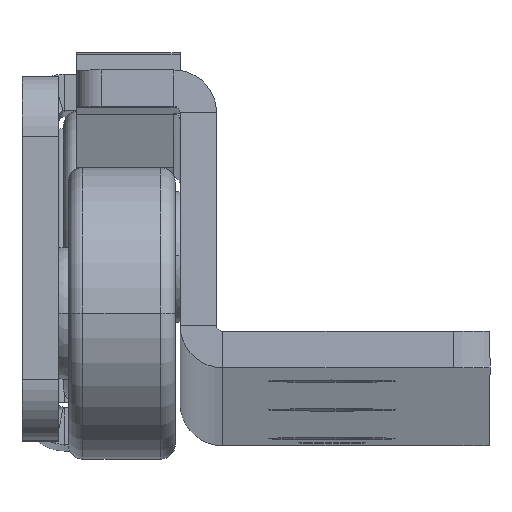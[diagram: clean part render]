
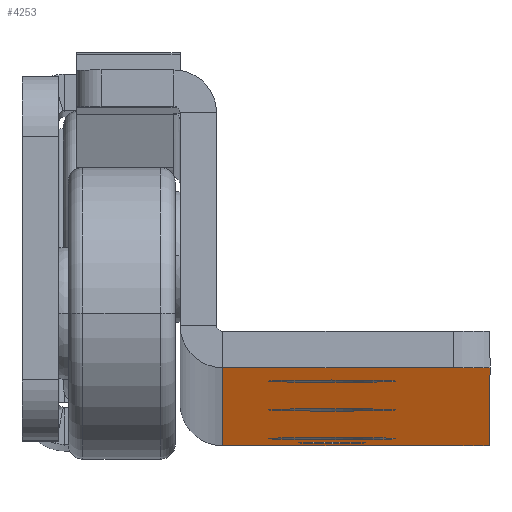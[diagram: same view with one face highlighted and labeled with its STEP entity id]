
A CAD part, top view. The second image highlights one B-rep face of the part: STEP entity #4253.
In plain terms, the highlighted face is planar.
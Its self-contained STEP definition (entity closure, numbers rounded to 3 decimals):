
#69 = FACE_BOUND ( 'NONE', #15804, .T. ) ;
#202 = CIRCLE ( 'NONE', #9617, 5.25 ) ;
#432 = VERTEX_POINT ( 'NONE', #3149 ) ;
#482 = VECTOR ( 'NONE', #7338, 1000. ) ;
#492 = CARTESIAN_POINT ( 'NONE',  ( 22.5, -4.75, 344. ) ) ;
#564 = EDGE_CURVE ( 'NONE', #9585, #8308, #5545, .T. ) ;
#570 = ORIENTED_EDGE ( 'NONE', *, *, #6794, .T. ) ;
#647 = ORIENTED_EDGE ( 'NONE', *, *, #16251, .T. ) ;
#649 = DIRECTION ( 'NONE',  ( 0., 1., 0. ) ) ;
#773 = CIRCLE ( 'NONE', #3516, 2.75 ) ;
#778 = DIRECTION ( 'NONE',  ( 0., -1., 0. ) ) ;
#1187 = CIRCLE ( 'NONE', #11778, 4. ) ;
#1245 = DIRECTION ( 'NONE',  ( 0., 0., 1. ) ) ;
#1634 = AXIS2_PLACEMENT_3D ( 'NONE', #7759, #17486, #1687 ) ;
#1687 = DIRECTION ( 'NONE',  ( 0., 0., -1. ) ) ;
#1892 = CIRCLE ( 'NONE', #7660, 2.75 ) ;
#2039 = CARTESIAN_POINT ( 'NONE',  ( 3.5, -4.75, 348. ) ) ;
#2120 = CARTESIAN_POINT ( 'NONE',  ( 12.5, -4.75, 13. ) ) ;
#2220 = ORIENTED_EDGE ( 'NONE', *, *, #9306, .F. ) ;
#2310 = DIRECTION ( 'NONE',  ( 0., 1., 0. ) ) ;
#2903 = AXIS2_PLACEMENT_3D ( 'NONE', #17508, #7232, #7327 ) ;
#3112 = DIRECTION ( 'NONE',  ( 0., 1., 0. ) ) ;
#3149 = CARTESIAN_POINT ( 'NONE',  ( 7.25, -4.75, 160. ) ) ;
#3241 = LINE ( 'NONE', #9028, #482 ) ;
#3316 = CARTESIAN_POINT ( 'NONE',  ( 17.75, -4.75, 288. ) ) ;
#3323 = ORIENTED_EDGE ( 'NONE', *, *, #15958, .T. ) ;
#3353 = ORIENTED_EDGE ( 'NONE', *, *, #17861, .T. ) ;
#3503 = ORIENTED_EDGE ( 'NONE', *, *, #15658, .T. ) ;
#3516 = AXIS2_PLACEMENT_3D ( 'NONE', #12394, #3764, #12591 ) ;
#3764 = DIRECTION ( 'NONE',  ( 0., 1., 0. ) ) ;
#3829 = CARTESIAN_POINT ( 'NONE',  ( 7.25, -4.75, 32. ) ) ;
#4151 = VERTEX_POINT ( 'NONE', #18728 ) ;
#4253 = ADVANCED_FACE ( 'NONE', ( #69, #4448, #5880, #4829, #14916 ), #4732, .F. ) ;
#4448 = FACE_BOUND ( 'NONE', #11039, .T. ) ;
#4451 = CARTESIAN_POINT ( 'NONE',  ( 22.5, -4.75, 4. ) ) ;
#4590 = CARTESIAN_POINT ( 'NONE',  ( 12.5, -4.75, 160. ) ) ;
#4732 = PLANE ( 'NONE',  #1634 ) ;
#4817 = CARTESIAN_POINT ( 'NONE',  ( 12.5, -4.75, 288. ) ) ;
#4829 = FACE_OUTER_BOUND ( 'NONE', #16677, .T. ) ;
#5341 = VERTEX_POINT ( 'NONE', #16130 ) ;
#5344 = DIRECTION ( 'NONE',  ( -1., 0., 0. ) ) ;
#5436 = CIRCLE ( 'NONE', #13316, 5.25 ) ;
#5545 = CIRCLE ( 'NONE', #12574, 5.25 ) ;
#5612 = VERTEX_POINT ( 'NONE', #3829 ) ;
#5880 = FACE_BOUND ( 'NONE', #13447, .T. ) ;
#6014 = EDGE_CURVE ( 'NONE', #9563, #8466, #7505, .T. ) ;
#6097 = EDGE_CURVE ( 'NONE', #12016, #432, #8673, .T. ) ;
#6275 = DIRECTION ( 'NONE',  ( 0., 0., -1. ) ) ;
#6311 = DIRECTION ( 'NONE',  ( 0., 0., -1. ) ) ;
#6324 = CARTESIAN_POINT ( 'NONE',  ( 7.25, -4.75, 288. ) ) ;
#6384 = ORIENTED_EDGE ( 'NONE', *, *, #564, .T. ) ;
#6462 = CIRCLE ( 'NONE', #8571, 4. ) ;
#6633 = CARTESIAN_POINT ( 'NONE',  ( 22.5, -4.75, 348. ) ) ;
#6794 = EDGE_CURVE ( 'NONE', #16385, #12387, #773, .T. ) ;
#6971 = DIRECTION ( 'NONE',  ( 0., 1., 0. ) ) ;
#7232 = DIRECTION ( 'NONE',  ( 0., 1., 0. ) ) ;
#7327 = DIRECTION ( 'NONE',  ( -1., 0., 0. ) ) ;
#7338 = DIRECTION ( 'NONE',  ( -1., 0., 0. ) ) ;
#7505 = LINE ( 'NONE', #12928, #10771 ) ;
#7660 = AXIS2_PLACEMENT_3D ( 'NONE', #2120, #2310, #6311 ) ;
#7759 = CARTESIAN_POINT ( 'NONE',  ( -26.5, -4.75, 0. ) ) ;
#7788 = AXIS2_PLACEMENT_3D ( 'NONE', #18668, #6971, #5344 ) ;
#7828 = EDGE_CURVE ( 'NONE', #4151, #13373, #17695, .T. ) ;
#7953 = CARTESIAN_POINT ( 'NONE',  ( 12.5, -4.75, 10.25 ) ) ;
#8014 = CARTESIAN_POINT ( 'NONE',  ( 12.5, -4.75, 15.75 ) ) ;
#8308 = VERTEX_POINT ( 'NONE', #3316 ) ;
#8466 = VERTEX_POINT ( 'NONE', #6633 ) ;
#8571 = AXIS2_PLACEMENT_3D ( 'NONE', #492, #778, #10846 ) ;
#8665 = ORIENTED_EDGE ( 'NONE', *, *, #9565, .T. ) ;
#8673 = CIRCLE ( 'NONE', #2903, 5.25 ) ;
#8708 = VECTOR ( 'NONE', #6275, 1000. ) ;
#8811 = DIRECTION ( 'NONE',  ( 0., -1., 0. ) ) ;
#8939 = DIRECTION ( 'NONE',  ( 0., 1., 0. ) ) ;
#8971 = ORIENTED_EDGE ( 'NONE', *, *, #15643, .T. ) ;
#9028 = CARTESIAN_POINT ( 'NONE',  ( 25.5, -4.75, 0. ) ) ;
#9174 = DIRECTION ( 'NONE',  ( -1., 0., 0. ) ) ;
#9189 = EDGE_CURVE ( 'NONE', #13088, #5612, #16017, .T. ) ;
#9306 = EDGE_CURVE ( 'NONE', #5341, #12184, #3241, .T. ) ;
#9563 = VERTEX_POINT ( 'NONE', #2039 ) ;
#9565 = EDGE_CURVE ( 'NONE', #8308, #9585, #202, .T. ) ;
#9585 = VERTEX_POINT ( 'NONE', #6324 ) ;
#9609 = ORIENTED_EDGE ( 'NONE', *, *, #7828, .F. ) ;
#9617 = AXIS2_PLACEMENT_3D ( 'NONE', #4817, #3112, #9174 ) ;
#9712 = AXIS2_PLACEMENT_3D ( 'NONE', #9898, #8939, #17703 ) ;
#9865 = DIRECTION ( 'NONE',  ( 0., 0., -1. ) ) ;
#9898 = CARTESIAN_POINT ( 'NONE',  ( 12.5, -4.75, 32. ) ) ;
#10216 = ORIENTED_EDGE ( 'NONE', *, *, #6014, .F. ) ;
#10351 = DIRECTION ( 'NONE',  ( 1., 0., 0. ) ) ;
#10771 = VECTOR ( 'NONE', #10351, 1000. ) ;
#10846 = DIRECTION ( 'NONE',  ( 0., 0., 1. ) ) ;
#11039 = EDGE_LOOP ( 'NONE', ( #11630, #3323 ) ) ;
#11056 = CARTESIAN_POINT ( 'NONE',  ( 3.5, -4.75, 0. ) ) ;
#11630 = ORIENTED_EDGE ( 'NONE', *, *, #6097, .T. ) ;
#11668 = CARTESIAN_POINT ( 'NONE',  ( 3.5, -4.75, 0. ) ) ;
#11778 = AXIS2_PLACEMENT_3D ( 'NONE', #4451, #8811, #9865 ) ;
#12016 = VERTEX_POINT ( 'NONE', #18233 ) ;
#12184 = VERTEX_POINT ( 'NONE', #11056 ) ;
#12186 = ORIENTED_EDGE ( 'NONE', *, *, #14846, .F. ) ;
#12387 = VERTEX_POINT ( 'NONE', #8014 ) ;
#12394 = CARTESIAN_POINT ( 'NONE',  ( 12.5, -4.75, 13. ) ) ;
#12574 = AXIS2_PLACEMENT_3D ( 'NONE', #15128, #649, #16744 ) ;
#12591 = DIRECTION ( 'NONE',  ( 0., 0., -1. ) ) ;
#12928 = CARTESIAN_POINT ( 'NONE',  ( 25.5, -4.75, 348. ) ) ;
#13088 = VERTEX_POINT ( 'NONE', #13886 ) ;
#13316 = AXIS2_PLACEMENT_3D ( 'NONE', #4590, #17802, #14677 ) ;
#13373 = VERTEX_POINT ( 'NONE', #16349 ) ;
#13447 = EDGE_LOOP ( 'NONE', ( #17896, #3353 ) ) ;
#13886 = CARTESIAN_POINT ( 'NONE',  ( 17.75, -4.75, 32. ) ) ;
#14677 = DIRECTION ( 'NONE',  ( -1., 0., 0. ) ) ;
#14846 = EDGE_CURVE ( 'NONE', #12184, #9563, #16085, .T. ) ;
#14916 = FACE_BOUND ( 'NONE', #17076, .T. ) ;
#14948 = CARTESIAN_POINT ( 'NONE',  ( 25.5, -4.75, 0. ) ) ;
#15128 = CARTESIAN_POINT ( 'NONE',  ( 12.5, -4.75, 288. ) ) ;
#15643 = EDGE_CURVE ( 'NONE', #12387, #16385, #1892, .T. ) ;
#15658 = EDGE_CURVE ( 'NONE', #4151, #8466, #6462, .T. ) ;
#15804 = EDGE_LOOP ( 'NONE', ( #8665, #6384 ) ) ;
#15958 = EDGE_CURVE ( 'NONE', #432, #12016, #5436, .T. ) ;
#16017 = CIRCLE ( 'NONE', #7788, 5.25 ) ;
#16085 = LINE ( 'NONE', #11668, #17380 ) ;
#16130 = CARTESIAN_POINT ( 'NONE',  ( 22.5, -4.75, 0. ) ) ;
#16251 = EDGE_CURVE ( 'NONE', #5341, #13373, #1187, .T. ) ;
#16349 = CARTESIAN_POINT ( 'NONE',  ( 25.5, -4.75, 1.354 ) ) ;
#16385 = VERTEX_POINT ( 'NONE', #7953 ) ;
#16677 = EDGE_LOOP ( 'NONE', ( #12186, #2220, #647, #9609, #3503, #10216 ) ) ;
#16744 = DIRECTION ( 'NONE',  ( -1., 0., 0. ) ) ;
#17076 = EDGE_LOOP ( 'NONE', ( #570, #8971 ) ) ;
#17380 = VECTOR ( 'NONE', #1245, 1000. ) ;
#17486 = DIRECTION ( 'NONE',  ( 0., 1., 0. ) ) ;
#17508 = CARTESIAN_POINT ( 'NONE',  ( 12.5, -4.75, 160. ) ) ;
#17695 = LINE ( 'NONE', #14948, #8708 ) ;
#17703 = DIRECTION ( 'NONE',  ( -1., 0., 0. ) ) ;
#17802 = DIRECTION ( 'NONE',  ( 0., 1., 0. ) ) ;
#17861 = EDGE_CURVE ( 'NONE', #5612, #13088, #17930, .T. ) ;
#17896 = ORIENTED_EDGE ( 'NONE', *, *, #9189, .T. ) ;
#17930 = CIRCLE ( 'NONE', #9712, 5.25 ) ;
#18233 = CARTESIAN_POINT ( 'NONE',  ( 17.75, -4.75, 160. ) ) ;
#18668 = CARTESIAN_POINT ( 'NONE',  ( 12.5, -4.75, 32. ) ) ;
#18728 = CARTESIAN_POINT ( 'NONE',  ( 25.5, -4.75, 346.646 ) ) ;
